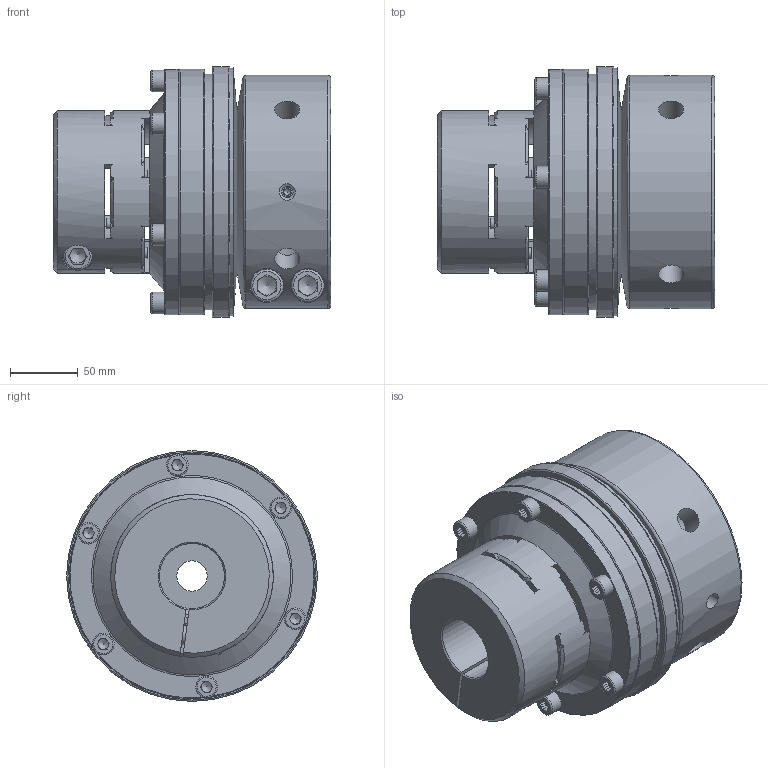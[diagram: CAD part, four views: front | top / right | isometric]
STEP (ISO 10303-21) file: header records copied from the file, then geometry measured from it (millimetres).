
FILE_DESCRIPTION( ( 'Unknown' ), '1' );
FILE_NAME( 'SKB-EK 1000.stp', 'Unknown', ( 'Unknown' ), ( 'Unknown' ), 'PSStep 10.1', 'Unknown', ' ' );
FILE_SCHEMA( ( 'AUTOMOTIVE_DESIGN { 1 0 10303 214 1 1 1 1 }' ) );
Length unit declared in the file: millimetre
Products named in the file (1): KT102810
Bounding box: 204.5 x 185 x 185 mm (x, y, z)
Volume: 3022060.7 mm3; surface area: 419367.8 mm2
Topology: 1 solids, 17 shells, 661 faces, 1965 edges, 1279 vertices
Faces by surface type: plane 239, cylinder 156, cone 116, torus 108, sphere 30, bspline 12
Full cylindrical faces by diameter (mm): 8 x8, 8.5 x9, 10 x6, 10.5 x6, 12 x3, 14 x3, 14.5 x1, 15 x1, 16 x8, 16.5 x2, 18.5 x4, 21 x1, 22 x1, 22.5 x1, 24 x2, 25 x2, 42 x1, 58 x2, 73 x1, 100 x1, 107.7 x1, 109.8 x1, 110 x3, 117 x1, 120 x3, 128 x2, 130 x3, 131.074 x2, 140 x3, 174 x1
Entity records: 30858 total; most frequent: CARTESIAN_POINT 9778, ORIENTED_EDGE 3224, DIRECTION 3182, EDGE_CURVE 1612, AXIS2_PLACEMENT_3D 1361, VERTEX_POINT 1127, EDGE_LOOP 916, FACE_OUTER_BOUND 752
